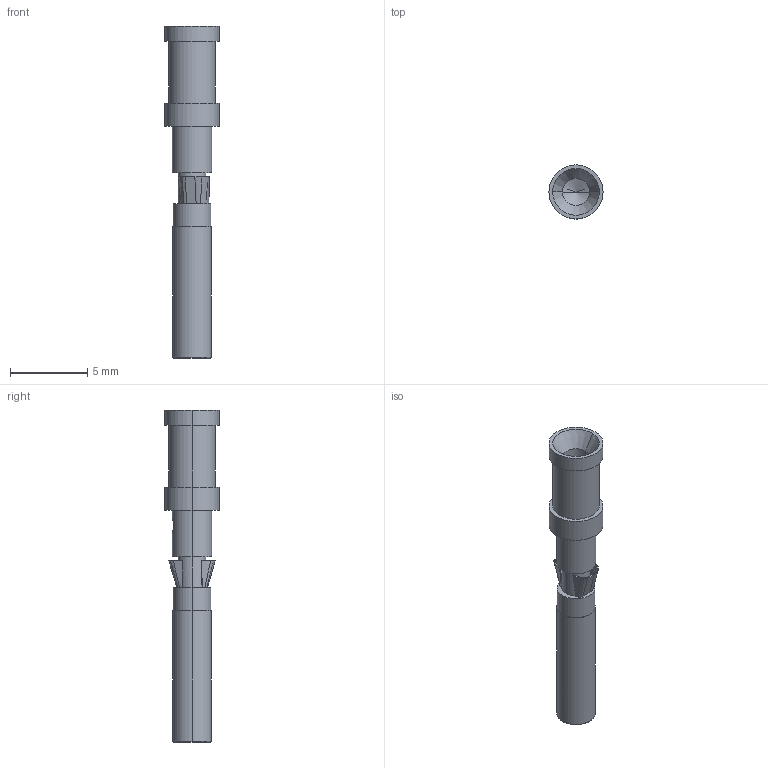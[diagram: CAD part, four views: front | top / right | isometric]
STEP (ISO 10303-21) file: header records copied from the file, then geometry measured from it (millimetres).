
FILE_DESCRIPTION((''),'2;1');
FILE_NAME('CDSF','2017-04-07T',('tl.yang'),(''),'PRO/ENGINEER BY PARAMETRIC TECHNOLOGY CORPORATION, 2011500','PRO/ENGINEER BY PARAMETRIC TECHNOLOGY CORPORATION, 2011500','');
FILE_SCHEMA(('CONFIG_CONTROL_DESIGN'));
Length unit declared in the file: millimetre
Products named in the file (1): CDSF
Bounding box: 3.5 x 3.5 x 21.5 mm (x, y, z)
Volume: 82.9 mm3; surface area: 427.3 mm2
Topology: 1 solids, 1 shells, 120 faces, 298 edges, 186 vertices
Faces by surface type: bspline 44, cylinder 26, plane 24, cone 18, torus 8
Entity records: 5328 total; most frequent: CARTESIAN_POINT 2789, ORIENTED_EDGE 588, DIRECTION 395, EDGE_CURVE 294, VERTEX_POINT 186, AXIS2_PLACEMENT_3D 163, B_SPLINE_CURVE_WITH_KNOTS 138, EDGE_LOOP 132
